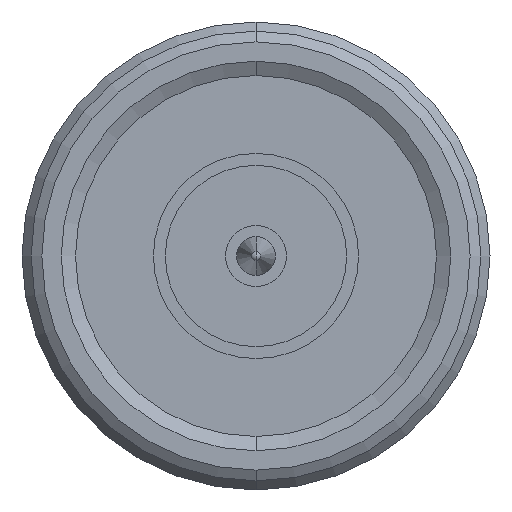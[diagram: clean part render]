
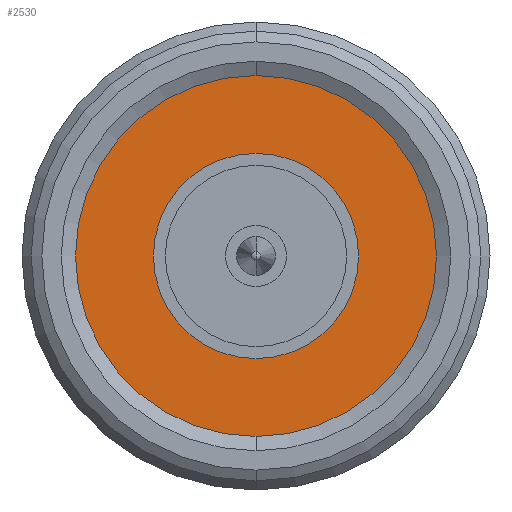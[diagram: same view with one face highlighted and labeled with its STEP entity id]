
A CAD part, left-side view. The second image highlights one B-rep face of the part: STEP entity #2530.
In plain terms, the highlighted face is planar.
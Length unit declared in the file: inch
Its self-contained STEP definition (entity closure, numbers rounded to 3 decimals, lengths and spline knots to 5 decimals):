
#403 = DIRECTION ( 'NONE',  ( 0., 0., 1. ) ) ;
#413 = AXIS2_PLACEMENT_3D ( 'NONE', #8041, #1036, #3131 ) ;
#474 = EDGE_CURVE ( 'NONE', #6114, #8334, #2348, .T. ) ;
#1036 = DIRECTION ( 'NONE',  ( -1., 0., 0. ) ) ;
#1399 = CARTESIAN_POINT ( 'NONE',  ( 0.0218, 0., 0. ) ) ;
#1430 = VERTEX_POINT ( 'NONE', #5849 ) ;
#1466 = ORIENTED_EDGE ( 'NONE', *, *, #474, .F. ) ;
#2033 = AXIS2_PLACEMENT_3D ( 'NONE', #8810, #8175, #6833 ) ;
#2150 = CIRCLE ( 'NONE', #6552, 0.35915 ) ;
#2182 = FACE_OUTER_BOUND ( 'NONE', #7918, .T. ) ;
#2348 = CIRCLE ( 'NONE', #8337, 0.35915 ) ;
#2530 = ADVANCED_FACE ( 'NONE', ( #6123, #2182 ), #5287, .T. ) ;
#2654 = DIRECTION ( 'NONE',  ( -1., 0., 0. ) ) ;
#2743 = CARTESIAN_POINT ( 'NONE',  ( 0.0218, 0., -0.35915 ) ) ;
#3131 = DIRECTION ( 'NONE',  ( 0., 0., 1. ) ) ;
#3366 = EDGE_CURVE ( 'NONE', #8334, #6114, #2150, .T. ) ;
#3471 = EDGE_CURVE ( 'NONE', #8198, #1430, #4863, .T. ) ;
#3711 = ORIENTED_EDGE ( 'NONE', *, *, #5377, .T. ) ;
#4298 = DIRECTION ( 'NONE',  ( -1., 0., 0. ) ) ;
#4765 = AXIS2_PLACEMENT_3D ( 'NONE', #7096, #4298, #7822 ) ;
#4863 = CIRCLE ( 'NONE', #4765, 0.17268 ) ;
#4872 = DIRECTION ( 'NONE',  ( -1., 0., 0. ) ) ;
#4902 = DIRECTION ( 'NONE',  ( 0., 0., 1. ) ) ;
#5126 = ORIENTED_EDGE ( 'NONE', *, *, #3471, .T. ) ;
#5287 = PLANE ( 'NONE',  #2033 ) ;
#5377 = EDGE_CURVE ( 'NONE', #1430, #8198, #7836, .T. ) ;
#5635 = CARTESIAN_POINT ( 'NONE',  ( 0.0218, 0., 0.35915 ) ) ;
#5849 = CARTESIAN_POINT ( 'NONE',  ( 0.0218, 0., -0.17268 ) ) ;
#5986 = EDGE_LOOP ( 'NONE', ( #5126, #3711 ) ) ;
#6114 = VERTEX_POINT ( 'NONE', #2743 ) ;
#6123 = FACE_BOUND ( 'NONE', #5986, .T. ) ;
#6552 = AXIS2_PLACEMENT_3D ( 'NONE', #1399, #4872, #4902 ) ;
#6651 = ORIENTED_EDGE ( 'NONE', *, *, #3366, .F. ) ;
#6833 = DIRECTION ( 'NONE',  ( 0., 0., -1. ) ) ;
#7096 = CARTESIAN_POINT ( 'NONE',  ( 0.0218, 0., 0. ) ) ;
#7350 = CARTESIAN_POINT ( 'NONE',  ( 0.0218, 0., 0. ) ) ;
#7822 = DIRECTION ( 'NONE',  ( 0., 0., 1. ) ) ;
#7836 = CIRCLE ( 'NONE', #413, 0.17268 ) ;
#7918 = EDGE_LOOP ( 'NONE', ( #6651, #1466 ) ) ;
#8005 = CARTESIAN_POINT ( 'NONE',  ( 0.0218, 0., 0.17268 ) ) ;
#8041 = CARTESIAN_POINT ( 'NONE',  ( 0.0218, 0., 0. ) ) ;
#8175 = DIRECTION ( 'NONE',  ( 1., 0., 0. ) ) ;
#8198 = VERTEX_POINT ( 'NONE', #8005 ) ;
#8334 = VERTEX_POINT ( 'NONE', #5635 ) ;
#8337 = AXIS2_PLACEMENT_3D ( 'NONE', #7350, #2654, #403 ) ;
#8810 = CARTESIAN_POINT ( 'NONE',  ( 0.0218, 0., 0. ) ) ;
